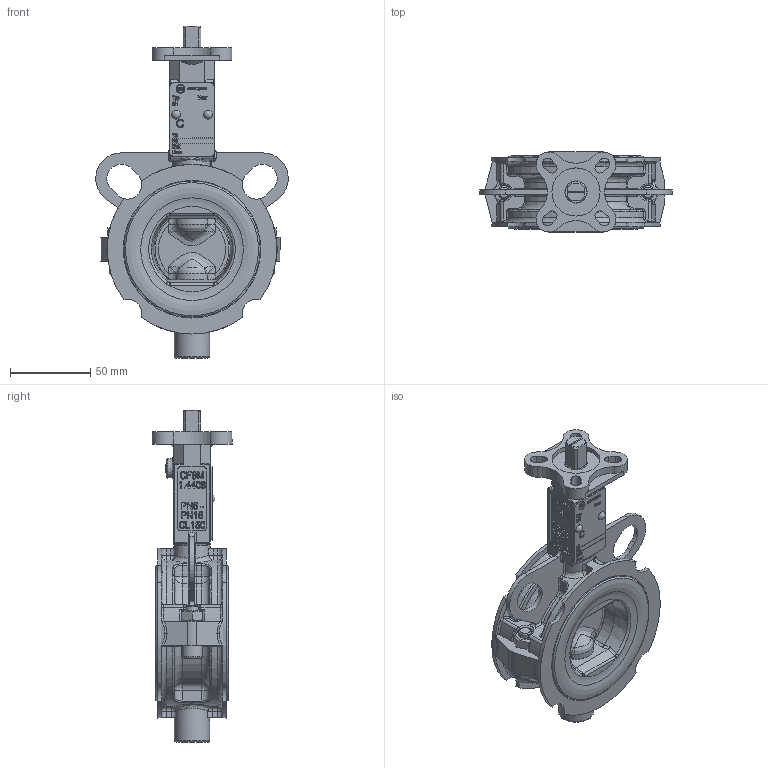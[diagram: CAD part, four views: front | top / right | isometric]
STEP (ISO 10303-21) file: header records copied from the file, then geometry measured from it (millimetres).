
FILE_DESCRIPTION((''),'2;1');
FILE_NAME('Z611-K DN50.stp','2015-08-10T13:10:32',('Hellwig'),(''),'Autodesk Inventor 2013','Autodesk Inventor 2013','');
FILE_SCHEMA(('AUTOMOTIVE_DESIGN { 1 0 10303 214 1 1 1 1 }'));
Length unit declared in the file: millimetre
Products named in the file (1): M11007_Shrinkwrap_1
Bounding box: 120.34 x 50 x 207.5 mm (x, y, z)
Volume: 294770.7 mm3; surface area: 98925.3 mm2
Topology: 1 solids, 18 shells, 1938 faces, 5032 edges, 3227 vertices
Faces by surface type: plane 866, bspline 584, cylinder 296, torus 100, cone 58, sphere 34
Full cylindrical faces by diameter (mm): 3 x4, 3.2 x2, 4.917 x1, 5.5 x1, 8 x5, 8.5 x2, 13 x2, 14 x7, 15 x1, 16 x6, 17 x1, 21 x1, 22 x1, 30.1 x1, 62.3 x2, 62.5 x2, 80 x2, 84.8 x2, 86 x2
Entity records: 67106 total; most frequent: CARTESIAN_POINT 22255, ORIENTED_EDGE 9740, DIRECTION 7086, EDGE_CURVE 4870, VERTEX_POINT 3188, VECTOR 2598, LINE 2598, AXIS2_PLACEMENT_3D 2244
